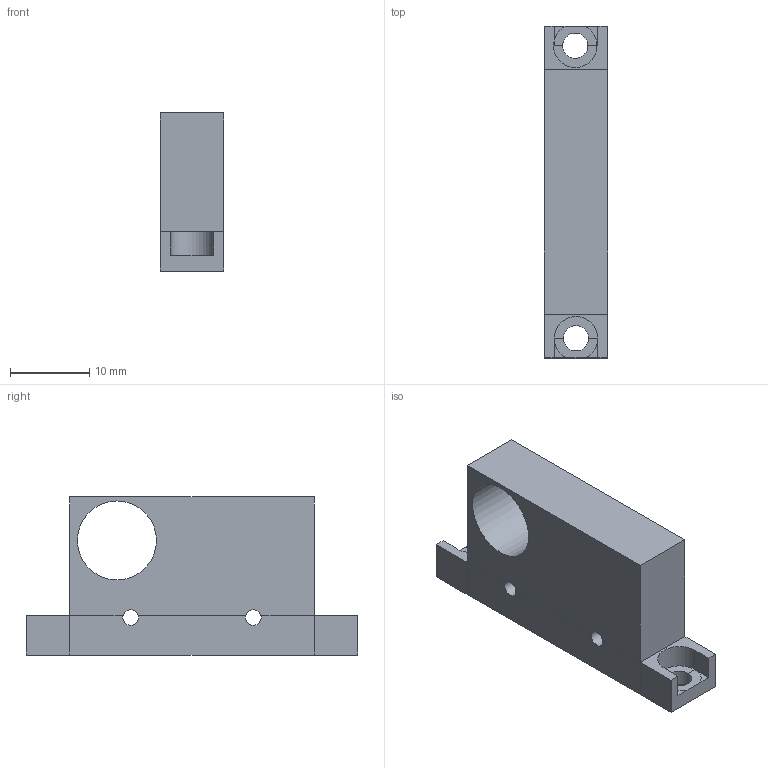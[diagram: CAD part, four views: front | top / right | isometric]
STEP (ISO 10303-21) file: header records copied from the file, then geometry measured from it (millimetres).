
FILE_DESCRIPTION(('FreeCAD Model'),'2;1');
FILE_NAME('Open CASCADE Shape Model','2024-09-11T12:27:22',(''),(''), 'Open CASCADE STEP processor 7.8','FreeCAD','Unknown');
FILE_SCHEMA(('AUTOMOTIVE_DESIGN { 1 0 10303 214 1 1 1 1 }'));
Length unit declared in the file: millimetre
Products named in the file (1): HolderLarge
Bounding box: 8 x 42 x 20 mm (x, y, z)
Volume: 4535.3 mm3; surface area: 2581.4 mm2
Topology: 1 solids, 1 shells, 38 faces, 105 edges, 63 vertices
Faces by surface type: plane 31, cylinder 7
Full cylindrical faces by diameter (mm): 2 x2, 3.2 x2, 10 x1
Entity records: 1231 total; most frequent: DIRECTION 211, ORIENTED_EDGE 210, CARTESIAN_POINT 207, EDGE_CURVE 105, LINE 77, VECTOR 77, AXIS2_PLACEMENT_3D 67, VERTEX_POINT 63
